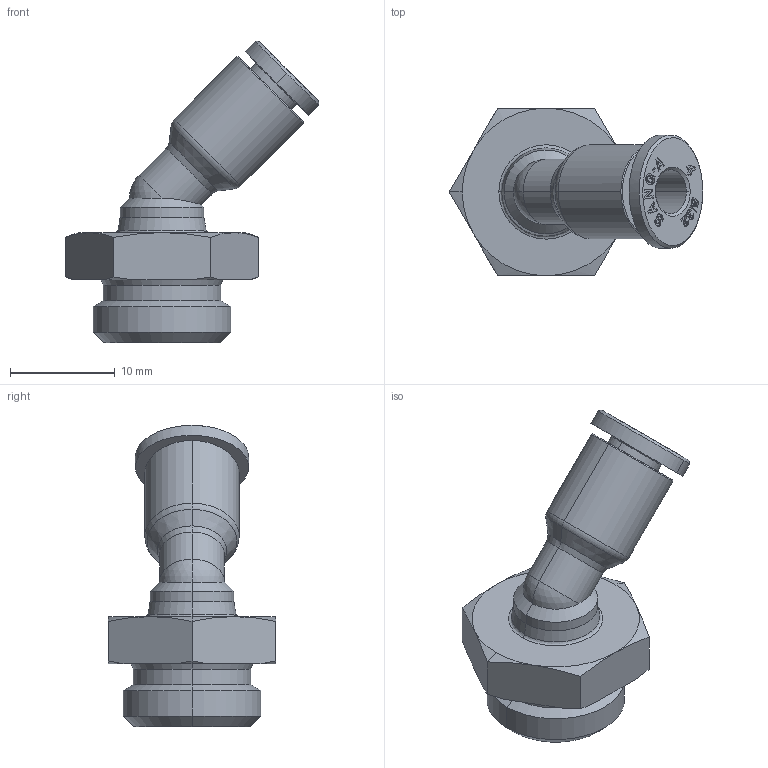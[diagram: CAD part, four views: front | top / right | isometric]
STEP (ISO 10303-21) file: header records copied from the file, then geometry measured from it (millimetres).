
FILE_DESCRIPTION((''),'2;1');
FILE_NAME('GPL45 04G02(3D).stp','2012-12-21T09:40:38',(''),(''),'Mechanical Desktop.R8.0.24.0','Mechanical Desktop.R8.0.24.0',', , ');
FILE_SCHEMA(('CONFIG_CONTROL_DESIGN'));
Length unit declared in the file: millimetre
Products named in the file (2): GPL45 04G02(3D); 睡ヶ1
Assembly tree (1 placements, depth 2):
  GPL45 04G02(3D)
    睡ヶ1
Bounding box: 24.19 x 16 x 28.76 mm (x, y, z)
Volume: 2238.7 mm3; surface area: 1945.9 mm2
Topology: 1 solids, 1 shells, 441 faces, 1213 edges, 793 vertices
Faces by surface type: plane 340, cone 40, bspline 33, cylinder 24, sphere 2, torus 2
Entity records: 14727 total; most frequent: CARTESIAN_POINT 3489, ORIENTED_EDGE 2422, DIRECTION 2152, EDGE_CURVE 1211, VECTOR 1028, LINE 1028, VERTEX_POINT 793, AXIS2_PLACEMENT_3D 562
